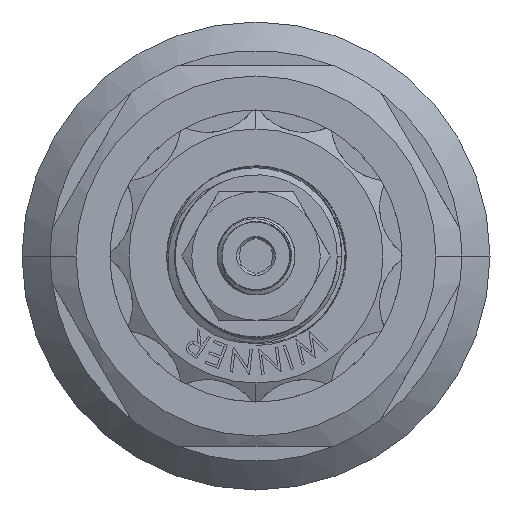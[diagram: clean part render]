
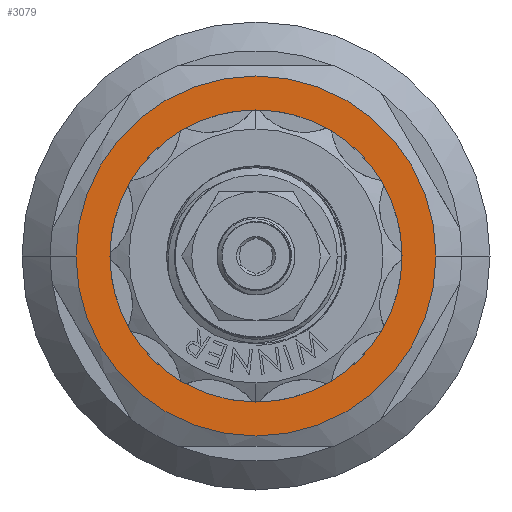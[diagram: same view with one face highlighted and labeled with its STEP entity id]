
A CAD part, left-side view. The second image highlights one B-rep face of the part: STEP entity #3079.
In plain terms, the highlighted planar face has unit normal (-1, 0, 0).
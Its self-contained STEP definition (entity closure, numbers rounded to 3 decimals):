
#529 = AXIS2_PLACEMENT_3D ( 'NONE', #6668, #16296, #3289 ) ;
#996 = CARTESIAN_POINT ( 'NONE',  ( 0., 0., 0. ) ) ;
#2768 = CIRCLE ( 'NONE', #18137, 13.375 ) ;
#2845 = PLANE ( 'NONE',  #23145 ) ;
#3061 = CARTESIAN_POINT ( 'NONE',  ( 0., -13.375, 0. ) ) ;
#3079 = ADVANCED_FACE ( 'NONE', ( #23388, #12310 ), #2845, .F. ) ;
#3289 = DIRECTION ( 'NONE',  ( 0., 1., 0. ) ) ;
#3646 = ORIENTED_EDGE ( 'NONE', *, *, #14657, .F. ) ;
#4217 = DIRECTION ( 'NONE',  ( -1., 0., 0. ) ) ;
#4369 = EDGE_CURVE ( 'NONE', #20830, #5337, #11058, .T. ) ;
#4853 = DIRECTION ( 'NONE',  ( 0., -1., 0. ) ) ;
#5337 = VERTEX_POINT ( 'NONE', #18443 ) ;
#6566 = CIRCLE ( 'NONE', #529, 13.375 ) ;
#6668 = CARTESIAN_POINT ( 'NONE',  ( 0., 0., 0. ) ) ;
#6868 = DIRECTION ( 'NONE',  ( 1., 0., 0. ) ) ;
#7475 = VERTEX_POINT ( 'NONE', #3061 ) ;
#8543 = EDGE_LOOP ( 'NONE', ( #3646, #9512 ) ) ;
#8771 = DIRECTION ( 'NONE',  ( 0., -1., 0. ) ) ;
#9512 = ORIENTED_EDGE ( 'NONE', *, *, #23203, .F. ) ;
#11058 = CIRCLE ( 'NONE', #14347, 18. ) ;
#11813 = EDGE_LOOP ( 'NONE', ( #22051, #21448 ) ) ;
#12303 = CARTESIAN_POINT ( 'NONE',  ( 0., -18., 0. ) ) ;
#12310 = FACE_OUTER_BOUND ( 'NONE', #11813, .T. ) ;
#13450 = EDGE_CURVE ( 'NONE', #5337, #20830, #21684, .T. ) ;
#14245 = DIRECTION ( 'NONE',  ( 1., 0., 0. ) ) ;
#14347 = AXIS2_PLACEMENT_3D ( 'NONE', #14402, #14245, #8771 ) ;
#14402 = CARTESIAN_POINT ( 'NONE',  ( 0., 0., 0. ) ) ;
#14440 = AXIS2_PLACEMENT_3D ( 'NONE', #21102, #15411, #21443 ) ;
#14657 = EDGE_CURVE ( 'NONE', #16015, #7475, #2768, .T. ) ;
#15411 = DIRECTION ( 'NONE',  ( 1., 0., 0. ) ) ;
#16015 = VERTEX_POINT ( 'NONE', #21975 ) ;
#16296 = DIRECTION ( 'NONE',  ( -1., 0., 0. ) ) ;
#18137 = AXIS2_PLACEMENT_3D ( 'NONE', #21414, #4217, #21750 ) ;
#18443 = CARTESIAN_POINT ( 'NONE',  ( 0., 18., 0. ) ) ;
#20830 = VERTEX_POINT ( 'NONE', #12303 ) ;
#21102 = CARTESIAN_POINT ( 'NONE',  ( 0., 0., 0. ) ) ;
#21414 = CARTESIAN_POINT ( 'NONE',  ( 0., 0., 0. ) ) ;
#21443 = DIRECTION ( 'NONE',  ( 0., -1., 0. ) ) ;
#21448 = ORIENTED_EDGE ( 'NONE', *, *, #13450, .F. ) ;
#21684 = CIRCLE ( 'NONE', #14440, 18. ) ;
#21750 = DIRECTION ( 'NONE',  ( 0., 1., 0. ) ) ;
#21975 = CARTESIAN_POINT ( 'NONE',  ( 0., 13.375, 0. ) ) ;
#22051 = ORIENTED_EDGE ( 'NONE', *, *, #4369, .F. ) ;
#23145 = AXIS2_PLACEMENT_3D ( 'NONE', #996, #6868, #4853 ) ;
#23203 = EDGE_CURVE ( 'NONE', #7475, #16015, #6566, .T. ) ;
#23388 = FACE_BOUND ( 'NONE', #8543, .T. ) ;
